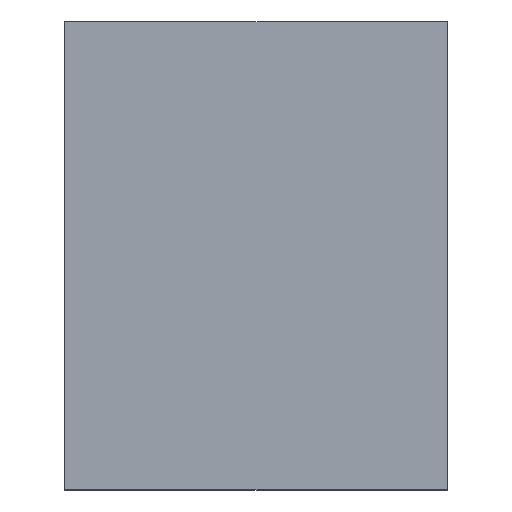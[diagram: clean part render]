
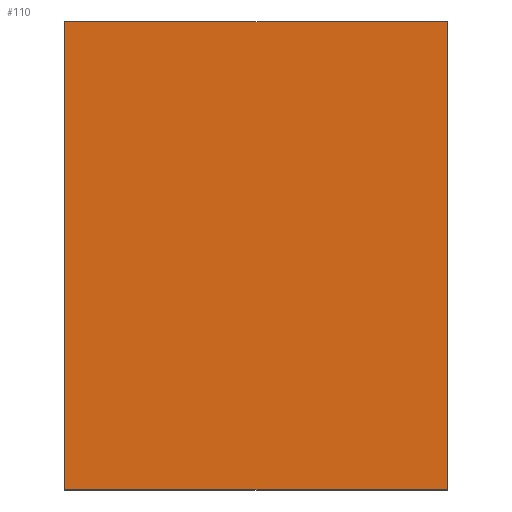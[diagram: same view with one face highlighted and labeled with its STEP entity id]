
A CAD part, left-side view. The second image highlights one B-rep face of the part: STEP entity #110.
In plain terms, the highlighted planar face has unit normal (-1, 0, 0).
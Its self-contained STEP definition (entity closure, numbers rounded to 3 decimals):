
#4 = EDGE_CURVE ( 'NONE', #37, #82, #128, .T. ) ;
#24 = CARTESIAN_POINT ( 'NONE',  ( -69., 38., -46.5 ) ) ;
#25 = ORIENTED_EDGE ( 'NONE', *, *, #74, .T. ) ;
#30 = CARTESIAN_POINT ( 'NONE',  ( -69., 0., -46.5 ) ) ;
#37 = VERTEX_POINT ( 'NONE', #24 ) ;
#38 = EDGE_CURVE ( 'NONE', #37, #148, #69, .T. ) ;
#39 = VECTOR ( 'NONE', #45, 1000. ) ;
#43 = LINE ( 'NONE', #87, #39 ) ;
#44 = CARTESIAN_POINT ( 'NONE',  ( -69., 38., 0. ) ) ;
#45 = DIRECTION ( 'NONE',  ( 0., 0., 1. ) ) ;
#52 = DIRECTION ( 'NONE',  ( 0., -1., 0. ) ) ;
#53 = VECTOR ( 'NONE', #150, 1000. ) ;
#55 = CARTESIAN_POINT ( 'NONE',  ( -69., 38., 0. ) ) ;
#61 = AXIS2_PLACEMENT_3D ( 'NONE', #152, #105, #120 ) ;
#66 = CARTESIAN_POINT ( 'NONE',  ( -69., 38., 0. ) ) ;
#68 = CARTESIAN_POINT ( 'NONE',  ( -69., 38., -46.5 ) ) ;
#69 = LINE ( 'NONE', #66, #130 ) ;
#74 = EDGE_CURVE ( 'NONE', #82, #85, #43, .T. ) ;
#75 = LINE ( 'NONE', #55, #53 ) ;
#78 = FACE_OUTER_BOUND ( 'NONE', #200, .T. ) ;
#82 = VERTEX_POINT ( 'NONE', #30 ) ;
#85 = VERTEX_POINT ( 'NONE', #166 ) ;
#87 = CARTESIAN_POINT ( 'NONE',  ( -69., 0., 0. ) ) ;
#88 = EDGE_CURVE ( 'NONE', #148, #85, #75, .T. ) ;
#103 = PLANE ( 'NONE',  #61 ) ;
#105 = DIRECTION ( 'NONE',  ( 1., 0., 0. ) ) ;
#110 = ADVANCED_FACE ( 'NONE', ( #78 ), #103, .F. ) ;
#114 = ORIENTED_EDGE ( 'NONE', *, *, #4, .T. ) ;
#120 = DIRECTION ( 'NONE',  ( 0., 0., -1. ) ) ;
#124 = VECTOR ( 'NONE', #52, 1000. ) ;
#128 = LINE ( 'NONE', #68, #124 ) ;
#130 = VECTOR ( 'NONE', #193, 1000. ) ;
#148 = VERTEX_POINT ( 'NONE', #44 ) ;
#150 = DIRECTION ( 'NONE',  ( 0., -1., 0. ) ) ;
#152 = CARTESIAN_POINT ( 'NONE',  ( -69., 38., 0. ) ) ;
#158 = ORIENTED_EDGE ( 'NONE', *, *, #88, .F. ) ;
#166 = CARTESIAN_POINT ( 'NONE',  ( -69., 0., 0. ) ) ;
#183 = ORIENTED_EDGE ( 'NONE', *, *, #38, .F. ) ;
#193 = DIRECTION ( 'NONE',  ( 0., 0., 1. ) ) ;
#200 = EDGE_LOOP ( 'NONE', ( #25, #158, #183, #114 ) ) ;
